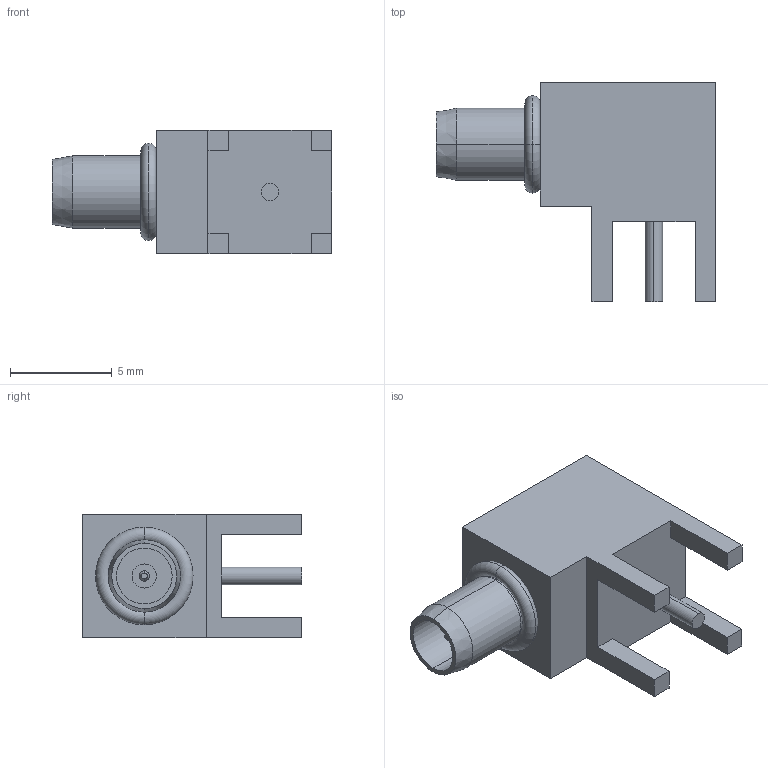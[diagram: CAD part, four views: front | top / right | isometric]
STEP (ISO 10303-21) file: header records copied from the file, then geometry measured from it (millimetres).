
FILE_DESCRIPTION (( 'STEP AP214' ), '1' );
FILE_NAME ('FMCN5140_3D.step', '2024-05-23T14:57:21', ( '' ), ( '' ), 'SwSTEP 2.0', 'SolidWorks 2022', '' );
FILE_SCHEMA (( 'AUTOMOTIVE_DESIGN' ));
Length unit declared in the file: millimetre
Products named in the file (1): FMCN5140_3D
Bounding box: 13.77 x 10.8 x 6.1 mm (x, y, z)
Volume: 398.9 mm3; surface area: 528.4 mm2
Topology: 3 solids, 3 shells, 47 faces, 106 edges, 68 vertices
Faces by surface type: plane 27, cylinder 12, cone 4, torus 4
Entity records: 1379 total; most frequent: DIRECTION 238, CARTESIAN_POINT 222, ORIENTED_EDGE 212, EDGE_CURVE 106, AXIS2_PLACEMENT_3D 84, LINE 70, VECTOR 70, VERTEX_POINT 68
